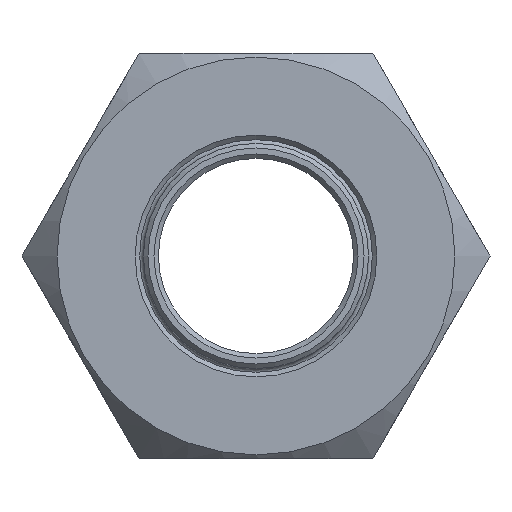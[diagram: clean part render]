
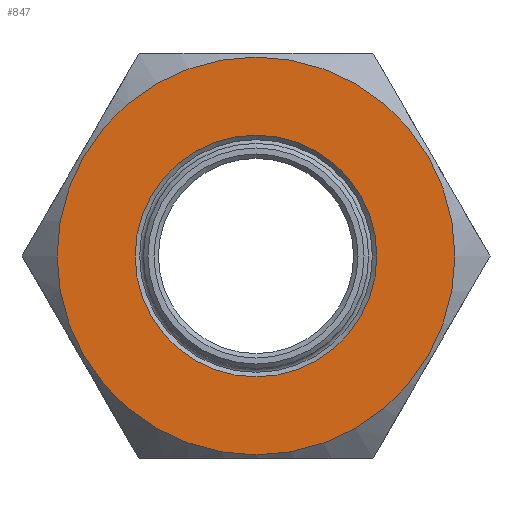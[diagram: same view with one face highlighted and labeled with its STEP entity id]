
A CAD part, left-side view. The second image highlights one B-rep face of the part: STEP entity #847.
In plain terms, the highlighted planar face has unit normal (-1, 0, 0).
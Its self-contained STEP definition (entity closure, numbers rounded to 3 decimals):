
#50=FACE_BOUND('',#144,.T.);
#66=PLANE('',#983);
#90=FACE_OUTER_BOUND('',#143,.T.);
#143=EDGE_LOOP('',(#616));
#144=EDGE_LOOP('',(#617));
#289=CIRCLE('',#964,13.25);
#296=CIRCLE('',#978,8.05);
#368=VERTEX_POINT('',#1431);
#374=VERTEX_POINT('',#1457);
#453=EDGE_CURVE('',#368,#368,#289,.T.);
#465=EDGE_CURVE('',#374,#374,#296,.T.);
#616=ORIENTED_EDGE('',*,*,#453,.T.);
#617=ORIENTED_EDGE('',*,*,#465,.F.);
#847=ADVANCED_FACE('',(#90,#50),#66,.T.);
#964=AXIS2_PLACEMENT_3D('',#1433,#1097,#1098);
#978=AXIS2_PLACEMENT_3D('',#1458,#1130,#1131);
#983=AXIS2_PLACEMENT_3D('',#1468,#1142,#1143);
#1097=DIRECTION('center_axis',(-1.,0.,0.));
#1098=DIRECTION('ref_axis',(0.,1.,0.));
#1130=DIRECTION('center_axis',(-1.,0.,0.));
#1131=DIRECTION('ref_axis',(0.,0.,-1.));
#1142=DIRECTION('center_axis',(-1.,0.,0.));
#1143=DIRECTION('ref_axis',(0.,0.,1.));
#1431=CARTESIAN_POINT('',(-13.5,-13.25,0.));
#1433=CARTESIAN_POINT('Origin',(-13.5,0.,0.));
#1457=CARTESIAN_POINT('',(-13.5,0.,8.05));
#1458=CARTESIAN_POINT('Origin',(-13.5,0.,0.));
#1468=CARTESIAN_POINT('Origin',(-13.5,0.,0.));
